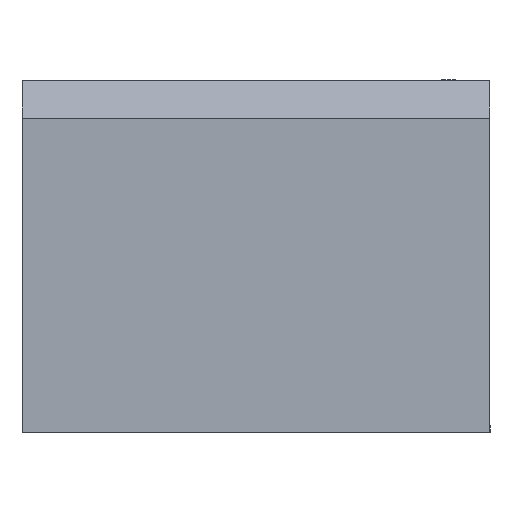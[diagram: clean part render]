
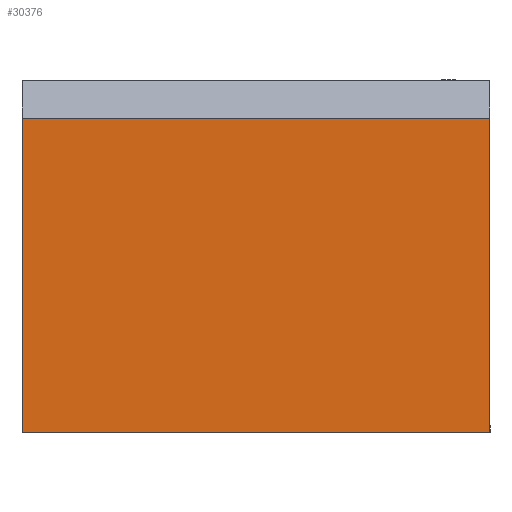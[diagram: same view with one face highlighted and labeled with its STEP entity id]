
A CAD part, front view. The second image highlights one B-rep face of the part: STEP entity #30376.
In plain terms, the highlighted planar face has unit normal (0, -1, 0).
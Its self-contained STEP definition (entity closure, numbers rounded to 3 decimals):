
#5829 = CARTESIAN_POINT ( 'NONE',  ( -171.5, -37.5, 0. ) ) ;
#11274 = AXIS2_PLACEMENT_3D ( 'NONE', #22796, #22802, #22803 ) ;
#14467 = EDGE_CURVE ( 'NONE', #29421, #29449, #56029, .T. ) ;
#14478 = EDGE_CURVE ( 'NONE', #29439, #17277, #56069, .T. ) ;
#14479 = EDGE_CURVE ( 'NONE', #29439, #29421, #56047, .T. ) ;
#14480 = EDGE_CURVE ( 'NONE', #17277, #29449, #56075, .T. ) ;
#16181 = ORIENTED_EDGE ( 'NONE', *, *, #14467, .F. ) ;
#16182 = ORIENTED_EDGE ( 'NONE', *, *, #14479, .F. ) ;
#16183 = ORIENTED_EDGE ( 'NONE', *, *, #14478, .T. ) ;
#16184 = ORIENTED_EDGE ( 'NONE', *, *, #14480, .T. ) ;
#17277 = VERTEX_POINT ( 'NONE', #5829 ) ;
#17484 = EDGE_LOOP ( 'NONE', ( #16181, #16182, #16183, #16184 ) ) ;
#21456 = CARTESIAN_POINT ( 'NONE',  ( 171.5, -37.5, 230.287 ) ) ;
#21476 = CARTESIAN_POINT ( 'NONE',  ( -171.5, -37.5, 230.287 ) ) ;
#21486 = CARTESIAN_POINT ( 'NONE',  ( 171.5, -37.5, 0. ) ) ;
#22794 = PLANE ( 'NONE',  #11274 ) ;
#22796 = CARTESIAN_POINT ( 'NONE',  ( -171.5, -37.5, 253. ) ) ;
#22800 = FACE_OUTER_BOUND ( 'NONE', #17484, .T. ) ;
#22802 = DIRECTION ( 'NONE',  ( 0., 1., 0. ) ) ;
#22803 = DIRECTION ( 'NONE',  ( 0., 0., 1. ) ) ;
#29421 = VERTEX_POINT ( 'NONE', #21456 ) ;
#29439 = VERTEX_POINT ( 'NONE', #21476 ) ;
#29449 = VERTEX_POINT ( 'NONE', #21486 ) ;
#30376 = ADVANCED_FACE ( 'NONE', ( #22800 ), #22794, .F. ) ;
#55273 = VECTOR ( 'NONE', #56038, 1000. ) ;
#55279 = VECTOR ( 'NONE', #56074, 1000. ) ;
#55285 = VECTOR ( 'NONE', #56072, 1000. ) ;
#55287 = VECTOR ( 'NONE', #56077, 1000. ) ;
#56029 = LINE ( 'NONE', #56037, #55273 ) ;
#56037 = CARTESIAN_POINT ( 'NONE',  ( 171.5, -37.5, 253. ) ) ;
#56038 = DIRECTION ( 'NONE',  ( 0., 0., -1. ) ) ;
#56047 = LINE ( 'NONE', #56073, #55279 ) ;
#56069 = LINE ( 'NONE', #56071, #55285 ) ;
#56071 = CARTESIAN_POINT ( 'NONE',  ( -171.5, -37.5, 253. ) ) ;
#56072 = DIRECTION ( 'NONE',  ( 0., 0., -1. ) ) ;
#56073 = CARTESIAN_POINT ( 'NONE',  ( -181.5, -37.5, 230.287 ) ) ;
#56074 = DIRECTION ( 'NONE',  ( 1., 0., 0. ) ) ;
#56075 = LINE ( 'NONE', #56076, #55287 ) ;
#56076 = CARTESIAN_POINT ( 'NONE',  ( -171.5, -37.5, 0. ) ) ;
#56077 = DIRECTION ( 'NONE',  ( 1., 0., 0. ) ) ;
